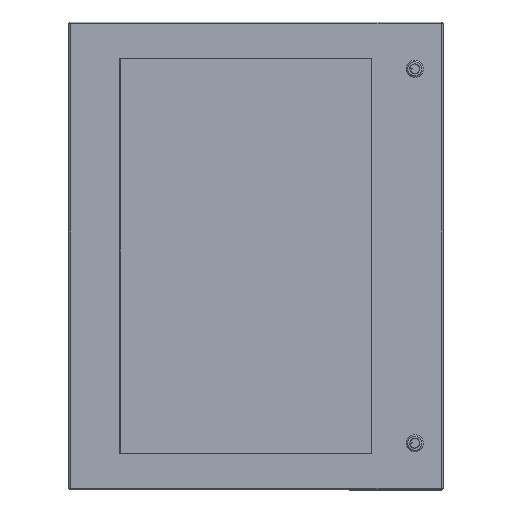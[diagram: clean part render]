
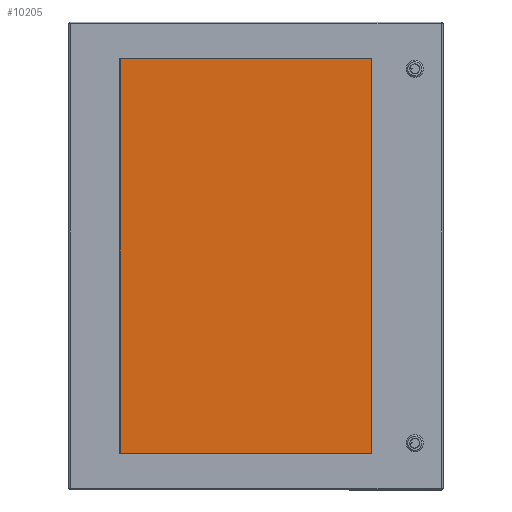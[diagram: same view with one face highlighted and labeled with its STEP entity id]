
A CAD part, front view. The second image highlights one B-rep face of the part: STEP entity #10205.
In plain terms, the highlighted planar face has unit normal (0, -1, 0).
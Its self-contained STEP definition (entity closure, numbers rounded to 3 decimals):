
#1140 = LINE ( 'NONE', #20372, #7642 ) ;
#2210 = EDGE_CURVE ( 'NONE', #25088, #27547, #1140, .T. ) ;
#3053 = CARTESIAN_POINT ( 'NONE',  ( 7.39, -8.765, 12.646 ) ) ;
#3692 = AXIS2_PLACEMENT_3D ( 'NONE', #14643, #6891, #18408 ) ;
#4309 = LINE ( 'NONE', #16298, #26410 ) ;
#6891 = DIRECTION ( 'NONE',  ( 0., -1., 0. ) ) ;
#7642 = VECTOR ( 'NONE', #16396, 39.37 ) ;
#7677 = EDGE_LOOP ( 'NONE', ( #29938, #12171, #20672, #8190 ) ) ;
#8190 = ORIENTED_EDGE ( 'NONE', *, *, #37991, .F. ) ;
#8444 = DIRECTION ( 'NONE',  ( 1., 0., 0. ) ) ;
#8923 = EDGE_CURVE ( 'NONE', #27547, #35603, #27433, .T. ) ;
#10205 = ADVANCED_FACE ( 'NONE', ( #21387 ), #21641, .T. ) ;
#12171 = ORIENTED_EDGE ( 'NONE', *, *, #8923, .F. ) ;
#13653 = CARTESIAN_POINT ( 'NONE',  ( -8.715, -8.765, 12.646 ) ) ;
#14643 = CARTESIAN_POINT ( 'NONE',  ( 7.775, -8.765, 13.031 ) ) ;
#16298 = CARTESIAN_POINT ( 'NONE',  ( 7.39, -8.765, -12.647 ) ) ;
#16396 = DIRECTION ( 'NONE',  ( 0., 0., 1. ) ) ;
#16475 = CARTESIAN_POINT ( 'NONE',  ( 7.39, -8.765, -12.647 ) ) ;
#18408 = DIRECTION ( 'NONE',  ( -1., 0., 0. ) ) ;
#19548 = DIRECTION ( 'NONE',  ( -1., 0., 0. ) ) ;
#20372 = CARTESIAN_POINT ( 'NONE',  ( -8.715, -8.765, 12.646 ) ) ;
#20672 = ORIENTED_EDGE ( 'NONE', *, *, #2210, .F. ) ;
#21387 = FACE_OUTER_BOUND ( 'NONE', #7677, .T. ) ;
#21641 = PLANE ( 'NONE',  #3692 ) ;
#23965 = DIRECTION ( 'NONE',  ( 0., 0., -1. ) ) ;
#25088 = VERTEX_POINT ( 'NONE', #30581 ) ;
#26410 = VECTOR ( 'NONE', #19548, 39.37 ) ;
#27218 = VECTOR ( 'NONE', #8444, 39.37 ) ;
#27433 = LINE ( 'NONE', #42662, #27218 ) ;
#27547 = VERTEX_POINT ( 'NONE', #13653 ) ;
#28929 = EDGE_CURVE ( 'NONE', #35603, #38835, #46689, .T. ) ;
#29938 = ORIENTED_EDGE ( 'NONE', *, *, #28929, .F. ) ;
#30581 = CARTESIAN_POINT ( 'NONE',  ( -8.715, -8.765, -12.647 ) ) ;
#35603 = VERTEX_POINT ( 'NONE', #3053 ) ;
#37236 = CARTESIAN_POINT ( 'NONE',  ( 7.39, -8.765, -12.647 ) ) ;
#37991 = EDGE_CURVE ( 'NONE', #38835, #25088, #4309, .T. ) ;
#38835 = VERTEX_POINT ( 'NONE', #37236 ) ;
#41791 = VECTOR ( 'NONE', #23965, 39.37 ) ;
#42662 = CARTESIAN_POINT ( 'NONE',  ( 7.39, -8.765, 12.646 ) ) ;
#46689 = LINE ( 'NONE', #16475, #41791 ) ;
